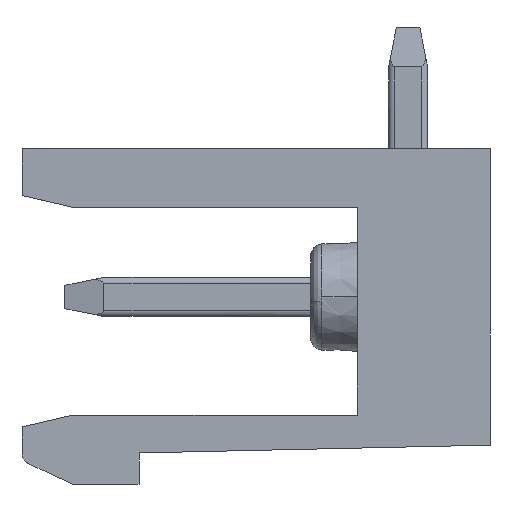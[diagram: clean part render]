
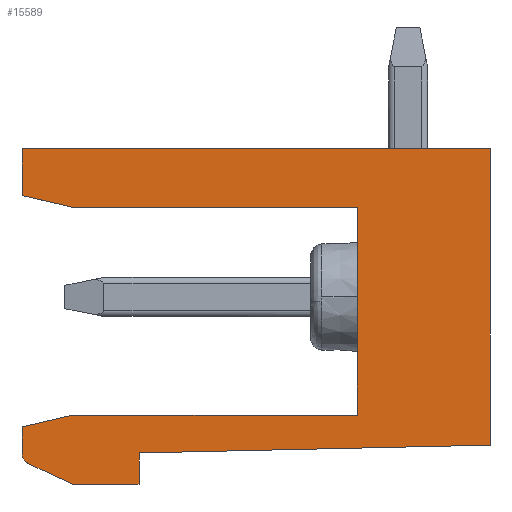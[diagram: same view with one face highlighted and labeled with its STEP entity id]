
A CAD part, left-side view. The second image highlights one B-rep face of the part: STEP entity #15589.
In plain terms, the highlighted planar face has unit normal (-1, 0, 0).
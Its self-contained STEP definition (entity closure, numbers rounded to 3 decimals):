
#15 = CARTESIAN_POINT ( 'NONE',  ( 29.46, 0., 14.7 ) ) ;
#486 = CARTESIAN_POINT ( 'NONE',  ( 29.46, 3.4, 17.1 ) ) ;
#557 = VECTOR ( 'NONE', #5321, 1000. ) ;
#1310 = ORIENTED_EDGE ( 'NONE', *, *, #23844, .F. ) ;
#1386 = CARTESIAN_POINT ( 'NONE',  ( 29.46, 8.67, 17.1 ) ) ;
#1387 = VECTOR ( 'NONE', #14211, 1000. ) ;
#1631 = CARTESIAN_POINT ( 'NONE',  ( 29.46, 11.877, 10.543 ) ) ;
#1720 = CARTESIAN_POINT ( 'NONE',  ( 29.46, 12., 10.792 ) ) ;
#2188 = EDGE_CURVE ( 'NONE', #7392, #14857, #22240, .T. ) ;
#2303 = EDGE_CURVE ( 'NONE', #20389, #22528, #3308, .T. ) ;
#2559 = ORIENTED_EDGE ( 'NONE', *, *, #6238, .T. ) ;
#2583 = CARTESIAN_POINT ( 'NONE',  ( 29.46, 12., 18. ) ) ;
#2775 = ORIENTED_EDGE ( 'NONE', *, *, #18460, .F. ) ;
#2924 = EDGE_CURVE ( 'NONE', #22528, #19213, #3285, .T. ) ;
#2928 = FACE_OUTER_BOUND ( 'NONE', #24271, .T. ) ;
#3095 = CARTESIAN_POINT ( 'NONE',  ( 29.46, 6., 18.6 ) ) ;
#3285 = LINE ( 'NONE', #12056, #1387 ) ;
#3308 = LINE ( 'NONE', #4397, #7997 ) ;
#3313 = CARTESIAN_POINT ( 'NONE',  ( 29.46, 6., 11.77 ) ) ;
#3534 = ORIENTED_EDGE ( 'NONE', *, *, #18865, .F. ) ;
#3620 = CARTESIAN_POINT ( 'NONE',  ( 29.46, 0., 18.6 ) ) ;
#3650 = CARTESIAN_POINT ( 'NONE',  ( 29.46, 12., 10.735 ) ) ;
#3978 = CARTESIAN_POINT ( 'NONE',  ( 29.46, 12., 17.4 ) ) ;
#4207 = CARTESIAN_POINT ( 'NONE',  ( 29.46, 9., 10.8 ) ) ;
#4397 = CARTESIAN_POINT ( 'NONE',  ( 29.46, 9.85, 10. ) ) ;
#5031 = ORIENTED_EDGE ( 'NONE', *, *, #7136, .F. ) ;
#5054 = CARTESIAN_POINT ( 'NONE',  ( 29.46, 11.35, 11.62 ) ) ;
#5087 = DIRECTION ( 'NONE',  ( 0., -1., 0. ) ) ;
#5282 = VERTEX_POINT ( 'NONE', #23807 ) ;
#5321 = DIRECTION ( 'NONE',  ( 0., -1., 0. ) ) ;
#5368 = CARTESIAN_POINT ( 'NONE',  ( 29.46, 0., 11. ) ) ;
#5440 = CARTESIAN_POINT ( 'NONE',  ( 29.46, 9., 10. ) ) ;
#5632 = ORIENTED_EDGE ( 'NONE', *, *, #21110, .F. ) ;
#6238 = EDGE_CURVE ( 'NONE', #7392, #20389, #15190, .T. ) ;
#6716 = DIRECTION ( 'NONE',  ( 0., -1., 0. ) ) ;
#6762 = VECTOR ( 'NONE', #9123, 1000. ) ;
#7022 = DIRECTION ( 'NONE',  ( 0., 0., 1. ) ) ;
#7136 = EDGE_CURVE ( 'NONE', #14857, #19408, #18289, .T. ) ;
#7392 = VERTEX_POINT ( 'NONE', #26084 ) ;
#7778 = LINE ( 'NONE', #21869, #23295 ) ;
#7997 = VECTOR ( 'NONE', #6716, 1000. ) ;
#8282 = AXIS2_PLACEMENT_3D ( 'NONE', #20956, #23069, #10959 ) ;
#8339 = VERTEX_POINT ( 'NONE', #3978 ) ;
#8551 = DIRECTION ( 'NONE',  ( 0., 0., 1. ) ) ;
#8621 = ORIENTED_EDGE ( 'NONE', *, *, #19613, .F. ) ;
#8769 = VECTOR ( 'NONE', #5087, 1000. ) ;
#9123 = DIRECTION ( 'NONE',  ( 0., -0.974, 0.225 ) ) ;
#9720 = CARTESIAN_POINT ( 'NONE',  ( 29.46, 10.7, 11.77 ) ) ;
#10959 = DIRECTION ( 'NONE',  ( 0., 0., -1. ) ) ;
#11406 = DIRECTION ( 'NONE',  ( 0., -0.908, -0.419 ) ) ;
#11548 = EDGE_CURVE ( 'NONE', #21012, #8339, #14999, .T. ) ;
#12056 = CARTESIAN_POINT ( 'NONE',  ( 29.46, 9., 10.4 ) ) ;
#12147 = VERTEX_POINT ( 'NONE', #21275 ) ;
#12759 = ORIENTED_EDGE ( 'NONE', *, *, #11548, .F. ) ;
#12900 = CARTESIAN_POINT ( 'NONE',  ( 29.46, 10.7, 10. ) ) ;
#13083 = CARTESIAN_POINT ( 'NONE',  ( 29.46, 12., 11.131 ) ) ;
#13440 = CARTESIAN_POINT ( 'NONE',  ( 29.46, 11.263, 10.26 ) ) ;
#14193 = DIRECTION ( 'NONE',  ( 0., 0., 1. ) ) ;
#14211 = DIRECTION ( 'NONE',  ( 0., 0., 1. ) ) ;
#14857 = VERTEX_POINT ( 'NONE', #15737 ) ;
#14999 = LINE ( 'NONE', #21119, #25041 ) ;
#15190 = LINE ( 'NONE', #13440, #19913 ) ;
#15519 = DIRECTION ( 'NONE',  ( 0., 1., 0. ) ) ;
#15589 = ADVANCED_FACE ( 'NONE', ( #2928 ), #21041, .F. ) ;
#15737 = CARTESIAN_POINT ( 'NONE',  ( 29.46, 12., 10.792 ) ) ;
#15739 = LINE ( 'NONE', #2583, #25780 ) ;
#15957 = ORIENTED_EDGE ( 'NONE', *, *, #2188, .F. ) ;
#16638 = CARTESIAN_POINT ( 'NONE',  ( 29.46, 0., 11. ) ) ;
#16656 = LINE ( 'NONE', #3313, #557 ) ;
#16899 = ORIENTED_EDGE ( 'NONE', *, *, #19330, .F. ) ;
#16994 = VECTOR ( 'NONE', #7022, 1000. ) ;
#17141 = DIRECTION ( 'NONE',  ( 0., 0.974, 0.225 ) ) ;
#17973 = ORIENTED_EDGE ( 'NONE', *, *, #19685, .F. ) ;
#18289 = LINE ( 'NONE', #13083, #16994 ) ;
#18460 = EDGE_CURVE ( 'NONE', #25579, #5282, #16656, .T. ) ;
#18514 = EDGE_CURVE ( 'NONE', #20509, #24440, #25492, .T. ) ;
#18865 = EDGE_CURVE ( 'NONE', #12147, #24440, #19566, .T. ) ;
#19213 = VERTEX_POINT ( 'NONE', #4207 ) ;
#19298 = VERTEX_POINT ( 'NONE', #486 ) ;
#19330 = EDGE_CURVE ( 'NONE', #20509, #19213, #26116, .T. ) ;
#19408 = VERTEX_POINT ( 'NONE', #20896 ) ;
#19566 = LINE ( 'NONE', #3095, #8769 ) ;
#19613 = EDGE_CURVE ( 'NONE', #19298, #21012, #19846, .T. ) ;
#19685 = EDGE_CURVE ( 'NONE', #5282, #19298, #7778, .T. ) ;
#19846 = LINE ( 'NONE', #1386, #20481 ) ;
#19913 = VECTOR ( 'NONE', #11406, 1000. ) ;
#19969 = ORIENTED_EDGE ( 'NONE', *, *, #2924, .T. ) ;
#20272 = CARTESIAN_POINT ( 'NONE',  ( 29.46, 11.826, 10.52 ) ) ;
#20389 = VERTEX_POINT ( 'NONE', #12900 ) ;
#20481 = VECTOR ( 'NONE', #15519, 1000. ) ;
#20509 = VERTEX_POINT ( 'NONE', #5368 ) ;
#20793 = VECTOR ( 'NONE', #22735, 1000. ) ;
#20896 = CARTESIAN_POINT ( 'NONE',  ( 29.46, 12., 11.47 ) ) ;
#20956 = CARTESIAN_POINT ( 'NONE',  ( 29.46, 6., 14.3 ) ) ;
#20981 = CARTESIAN_POINT ( 'NONE',  ( 29.46, 10.7, 17.1 ) ) ;
#21012 = VERTEX_POINT ( 'NONE', #20981 ) ;
#21041 = PLANE ( 'NONE',  #8282 ) ;
#21094 = ORIENTED_EDGE ( 'NONE', *, *, #18514, .T. ) ;
#21110 = EDGE_CURVE ( 'NONE', #19408, #25579, #22906, .T. ) ;
#21119 = CARTESIAN_POINT ( 'NONE',  ( 29.46, 11.35, 17.25 ) ) ;
#21229 = CARTESIAN_POINT ( 'NONE',  ( 29.46, 11.922, 10.582 ) ) ;
#21275 = CARTESIAN_POINT ( 'NONE',  ( 29.46, 12., 18.6 ) ) ;
#21850 = CARTESIAN_POINT ( 'NONE',  ( 29.46, 11.983, 10.678 ) ) ;
#21869 = CARTESIAN_POINT ( 'NONE',  ( 29.46, 3.4, 14.3 ) ) ;
#22240 = B_SPLINE_CURVE_WITH_KNOTS ( 'NONE', 3,
 ( #20272, #1631, #21229, #21850, #3650, #1720 ),
 .UNSPECIFIED., .F., .F.,
 ( 4, 2, 4 ),
 ( 0., 0.5, 1. ),
 .UNSPECIFIED. ) ;
#22528 = VERTEX_POINT ( 'NONE', #5440 ) ;
#22735 = DIRECTION ( 'NONE',  ( 0., 1., -0.022 ) ) ;
#22906 = LINE ( 'NONE', #5054, #6762 ) ;
#23069 = DIRECTION ( 'NONE',  ( 1., 0., 0. ) ) ;
#23295 = VECTOR ( 'NONE', #23883, 1000. ) ;
#23807 = CARTESIAN_POINT ( 'NONE',  ( 29.46, 3.4, 11.77 ) ) ;
#23844 = EDGE_CURVE ( 'NONE', #8339, #12147, #15739, .T. ) ;
#23883 = DIRECTION ( 'NONE',  ( 0., 0., 1. ) ) ;
#24166 = ORIENTED_EDGE ( 'NONE', *, *, #2303, .T. ) ;
#24271 = EDGE_LOOP ( 'NONE', ( #5632, #5031, #15957, #2559, #24166, #19969, #16899, #21094, #3534, #1310, #12759, #8621, #17973, #2775 ) ) ;
#24440 = VERTEX_POINT ( 'NONE', #3620 ) ;
#25041 = VECTOR ( 'NONE', #17141, 1000. ) ;
#25492 = LINE ( 'NONE', #15, #26110 ) ;
#25579 = VERTEX_POINT ( 'NONE', #9720 ) ;
#25780 = VECTOR ( 'NONE', #8551, 1000. ) ;
#26084 = CARTESIAN_POINT ( 'NONE',  ( 29.46, 11.826, 10.52 ) ) ;
#26110 = VECTOR ( 'NONE', #14193, 1000. ) ;
#26116 = LINE ( 'NONE', #16638, #20793 ) ;
